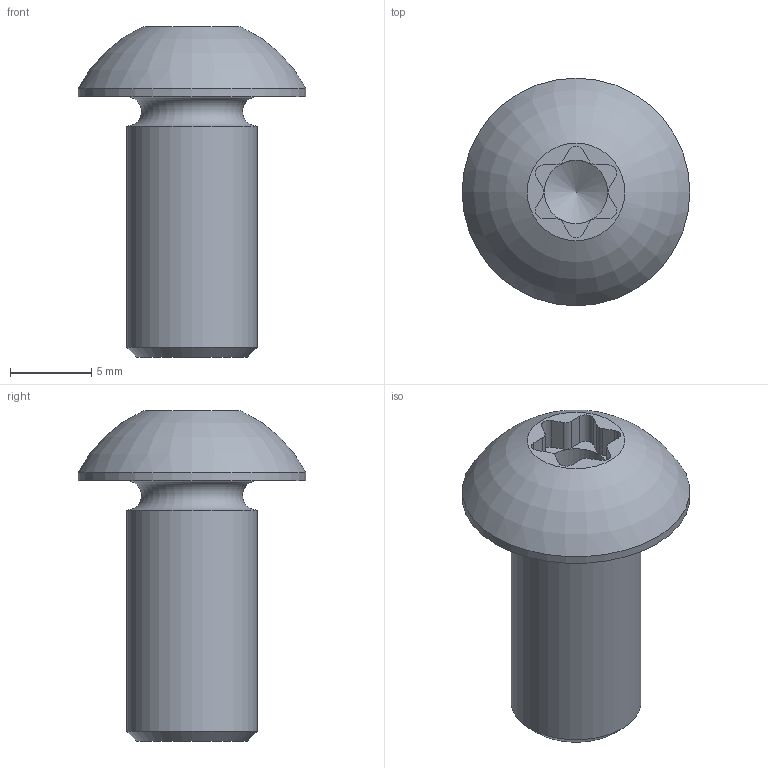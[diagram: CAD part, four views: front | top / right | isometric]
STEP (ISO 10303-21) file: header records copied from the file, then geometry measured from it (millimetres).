
FILE_DESCRIPTION (( 'STEP AP203' ), '1' );
FILE_NAME ('VTM903_Default.step', '2025-05-14T13:11:40', ( 'Windows User' ), ( 'AUTOMATION DIRECT' ), 'SwSTEP 2.0', 'SolidWorks 2024', '' );
FILE_SCHEMA (( 'CONFIG_CONTROL_DESIGN' ));
Length unit declared in the file: millimetre
Products named in the file (1): VTM903_Default
Bounding box: 14 x 14 x 20.3 mm (x, y, z)
Volume: 1160.2 mm3; surface area: 854.3 mm2
Topology: 1 solids, 1 shells, 35 faces, 91 edges, 60 vertices
Faces by surface type: plane 16, cylinder 15, cone 2, torus 2
Full cylindrical faces by diameter (mm): 3.9 x1, 8 x1, 14 x1
Entity records: 1097 total; most frequent: DIRECTION 186, CARTESIAN_POINT 174, ORIENTED_EDGE 162, EDGE_CURVE 81, AXIS2_PLACEMENT_3D 69, VERTEX_POINT 57, VECTOR 48, LINE 48
